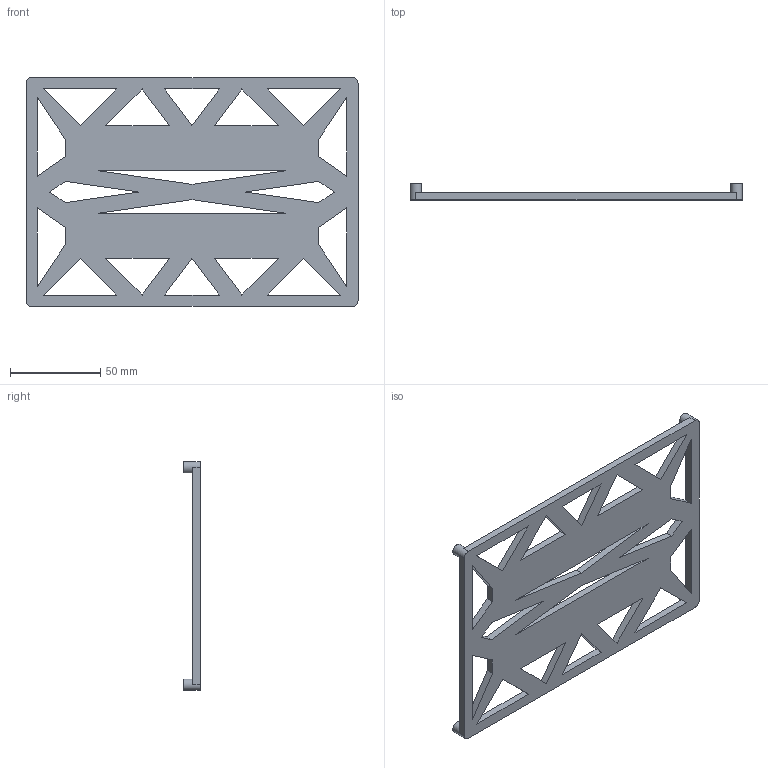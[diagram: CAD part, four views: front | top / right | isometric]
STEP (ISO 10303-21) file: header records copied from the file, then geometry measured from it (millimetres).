
FILE_DESCRIPTION(/* description */ (''),/* implementation_level */ '2;1');
FILE_NAME(/* name */ 'Plate Holder v1.stp',/* time_stamp */ '2025-09-12T00:19:02+02:00',/* author */ (''),/* organization */ (''),/* preprocessor_version */ 'ST-DEVELOPER v20.1',/* originating_system */ 'Autodesk Translation Framework v14.10.0.0',/* authorisation */ '');
FILE_SCHEMA (('AUTOMOTIVE_DESIGN { 1 0 10303 214 3 1 1 }'));
Length unit declared in the file: millimetre
Products named in the file (1): Plate Holder
Bounding box: 184.15 x 9 x 127 mm (x, y, z)
Volume: 67191.8 mm3; surface area: 43902.2 mm2
Topology: 1 solids, 1 shells, 74 faces, 214 edges, 142 vertices
Faces by surface type: plane 70, cylinder 4
Full cylindrical faces by diameter (mm): 6.35 x4
Entity records: 2501 total; most frequent: CARTESIAN_POINT 431, ORIENTED_EDGE 428, DIRECTION 378, EDGE_CURVE 214, LINE 200, VECTOR 200, VERTEX_POINT 142, EDGE_LOOP 110
